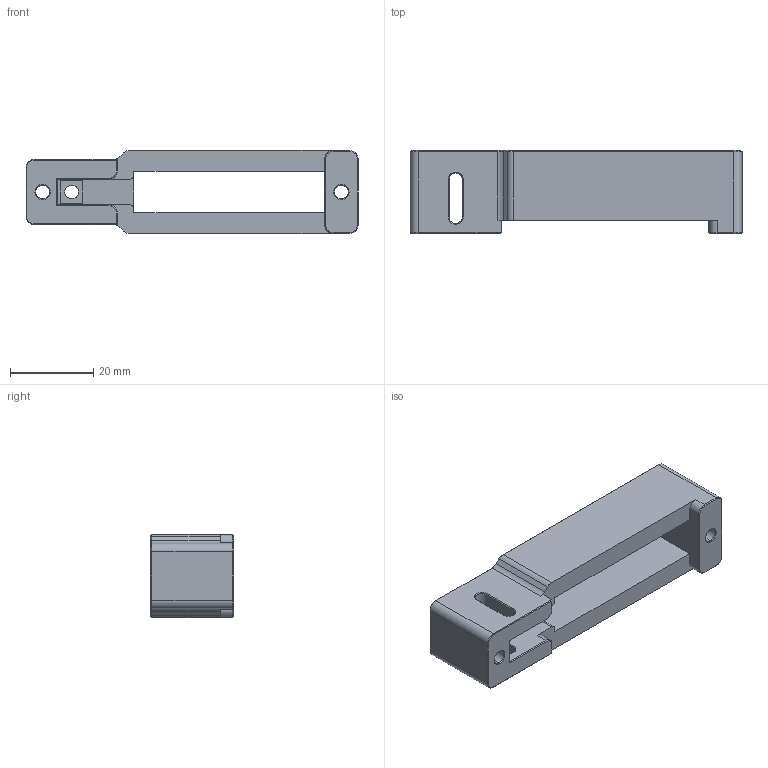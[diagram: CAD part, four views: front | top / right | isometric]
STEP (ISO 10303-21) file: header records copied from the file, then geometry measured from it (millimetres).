
FILE_DESCRIPTION (( 'STEP AP203' ), '1' );
FILE_NAME ('肮祭湍覃誹ん_1.STEP', '2023-09-07T06:49:09', ( 'Leo' ), ( '' ), 'SwSTEP 2.0', 'SolidWorks 2018', '' );
FILE_SCHEMA (( 'CONFIG_CONTROL_DESIGN' ));
Length unit declared in the file: millimetre
Products named in the file (1): 肮祭湍覃誹ん_1
Bounding box: 80 x 20 x 20 mm (x, y, z)
Volume: 15976.5 mm3; surface area: 8863.3 mm2
Topology: 1 solids, 1 shells, 126 faces, 302 edges, 178 vertices
Faces by surface type: plane 64, cone 34, cylinder 28
Entity records: 3673 total; most frequent: DIRECTION 642, CARTESIAN_POINT 607, ORIENTED_EDGE 604, EDGE_CURVE 302, LINE 216, VECTOR 216, AXIS2_PLACEMENT_3D 213, VERTEX_POINT 178
